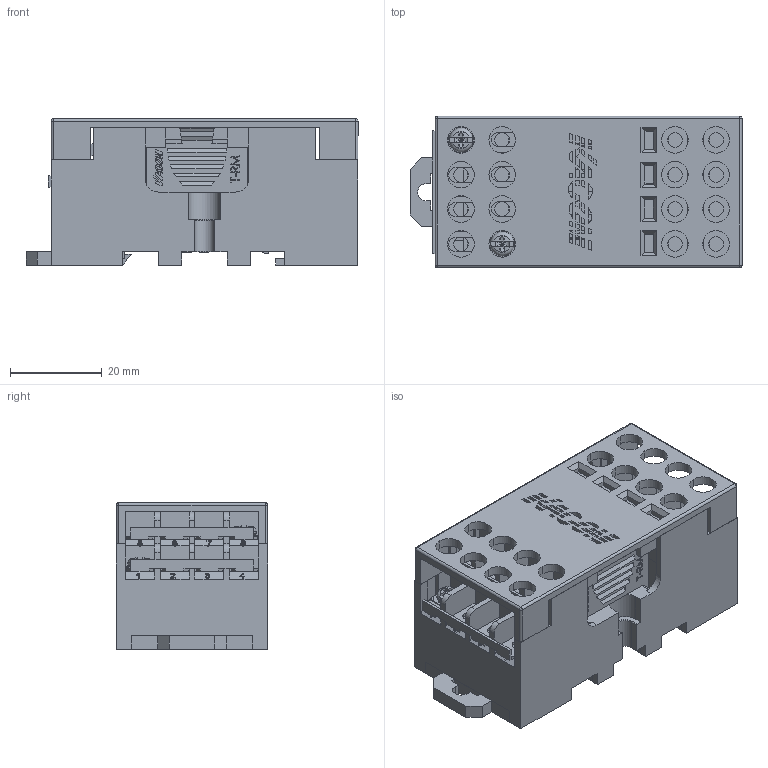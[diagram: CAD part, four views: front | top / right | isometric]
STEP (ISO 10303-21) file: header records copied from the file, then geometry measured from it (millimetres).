
FILE_DESCRIPTION (( 'STEP AP203' ), '1' );
FILE_NAME ('RXT-G04.STEP', '2022-02-12T04:49:41', ( 'Microsoft' ), ( 'Microsoft' ), 'SwSTEP 2.0', 'SolidWorks 2015', '' );
FILE_SCHEMA (( 'CONFIG_CONTROL_DESIGN' ));
Length unit declared in the file: millimetre
Products named in the file (14): G04-short-bar; G04-PCB   ; RXT-G04; RXT; Lever-G04    ; Plane; M3-Bolt   ; G04-base  ; Bolt assemble  ; Board- G04  ; Connet1-G04  ; G04-cover ; Tools; Connet2-G04  
Assembly tree (32 placements, depth 3):
  RXT-G04
    G04-base  
    Board- G04  
    G04-cover 
    Connet2-G04    x8
    G04-PCB   
    RXT  x4
    Lever-G04    
    Bolt assemble    x2
      Plane
      M3-Bolt   
    Connet1-G04    x8
    Tools
    G04-short-bar  x2
Bounding box: 72.48 x 33 x 32 mm (x, y, z)
Volume: 36204.1 mm3; surface area: 50638.4 mm2
Topology: 46 solids, 46 shells, 4675 faces, 12772 edges, 8283 vertices
Faces by surface type: plane 3445, cylinder 895, bspline 297, sphere 26, torus 10, cone 2
Entity records: 123273 total; most frequent: CARTESIAN_POINT 36460, ORIENTED_EDGE 18414, DIRECTION 16056, EDGE_CURVE 9207, VECTOR 7366, LINE 7366, VERTEX_POINT 6043, AXIS2_PLACEMENT_3D 4345
